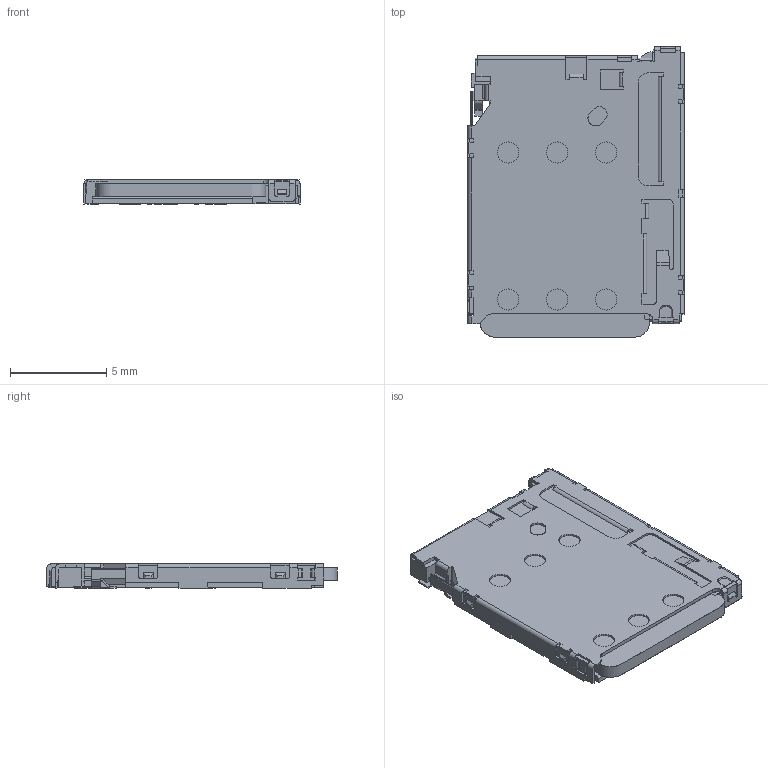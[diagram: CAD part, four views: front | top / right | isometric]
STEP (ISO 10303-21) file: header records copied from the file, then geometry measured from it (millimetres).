
FILE_DESCRIPTION(/* description */ (''),/* implementation_level */ '2;1');
FILE_NAME(/* name */ 'J-NANOSIM-SF72S006VBA.step',/* time_stamp */ '2023-05-22T17:50:04+10:00',/* author */ (''),/* organization */ (''),/* preprocessor_version */ 'ST-DEVELOPER v19.2',/* originating_system */ 'Autodesk Translation Framework v12.4.0.73',/* authorisation */ '');
FILE_SCHEMA (('AUTOMOTIVE_DESIGN { 1 0 10303 214 3 1 1 }'));
Length unit declared in the file: millimetre
Products named in the file (2): J-NANOSIM-SF72S006VBA; Document (4)
Assembly tree (1 placements, depth 2):
  J-NANOSIM-SF72S006VBA
    Document (4)
Bounding box: 11.22 x 15.05 x 1.25 mm (x, y, z)
Surface area: 404.1 mm2 (no closed solid volume)
Topology: 0 solids, 519 shells, 519 faces, 2898 edges, 2898 vertices
Faces by surface type: plane 405, cylinder 108, cone 4, bspline 2
Entity records: 30041 total; most frequent: CARTESIAN_POINT 7001, DIRECTION 4329, VERTEX_POINT 2898, EDGE_CURVE 2898, ORIENTED_EDGE 2898, LINE 2451, VECTOR 2451, AXIS2_PLACEMENT_3D 939
